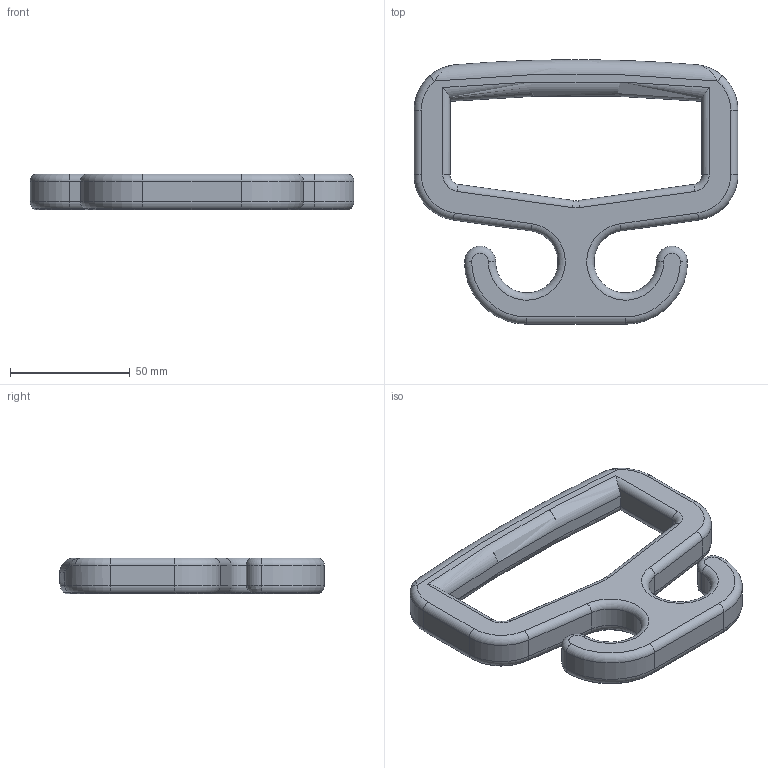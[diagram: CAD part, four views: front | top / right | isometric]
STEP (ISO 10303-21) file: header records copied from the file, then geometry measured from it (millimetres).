
FILE_DESCRIPTION(/* description */ (''),/* implementation_level */ '2;1');
FILE_NAME(/* name */ 'Bag_Carrier_Large_One_Piece v2.step',/* time_stamp */ '2024-08-01T15:51:18-07:00',/* author */ (''),/* organization */ (''),/* preprocessor_version */ 'ST-DEVELOPER v20',/* originating_system */ 'Autodesk Translation Framework v13.14.0.145',/* authorisation */ '');
FILE_SCHEMA (('AUTOMOTIVE_DESIGN { 1 0 10303 214 3 1 1 }'));
Length unit declared in the file: millimetre
Products named in the file (1): Bag_Carrier_Large_One_Piece
Bounding box: 135 x 110.25 x 15 mm (x, y, z)
Volume: 96255.7 mm3; surface area: 24347.2 mm2
Topology: 1 solids, 1 shells, 170 faces, 394 edges, 224 vertices
Faces by surface type: bspline 47, cylinder 43, torus 38, plane 27, cone 15
Entity records: 5898 total; most frequent: CARTESIAN_POINT 2298, ORIENTED_EDGE 784, DIRECTION 679, EDGE_CURVE 392, AXIS2_PLACEMENT_3D 269, VERTEX_POINT 224, EDGE_LOOP 172, FACE_OUTER_BOUND 170
